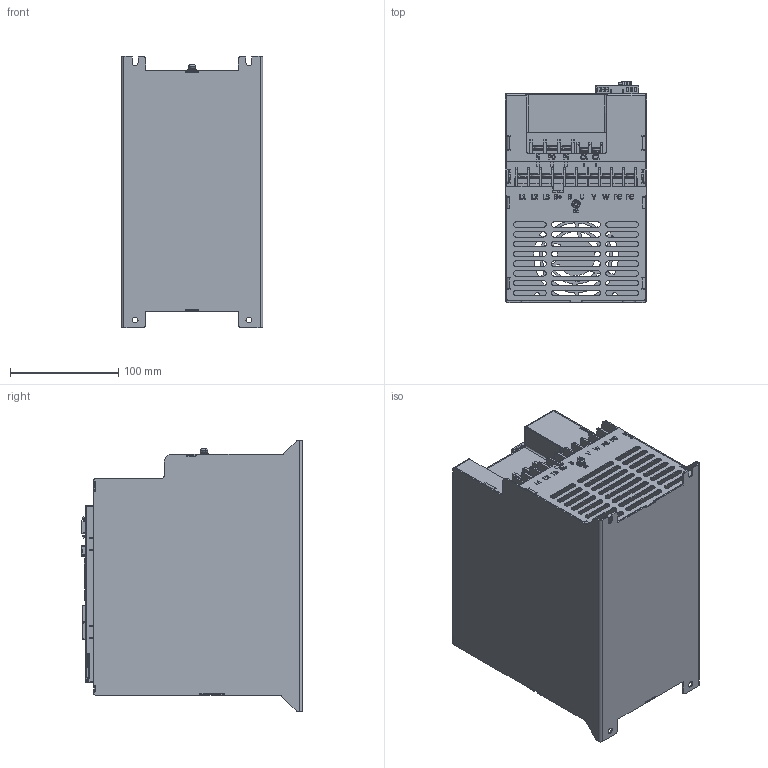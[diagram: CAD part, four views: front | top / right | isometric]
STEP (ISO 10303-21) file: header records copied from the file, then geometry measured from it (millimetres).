
FILE_DESCRIPTION (( 'STEP AP203' ), '1' );
FILE_NAME ('L7NHF_5kW_200V.STEP', '2017-04-05T08:50:42', ( 'Yoo HyunAh' ), ( '' ), 'SwSTEP 2.0', 'SolidWorks 2011', '' );
FILE_SCHEMA (( 'CONFIG_CONTROL_DESIGN' ));
Products named in the file (1): L7NHF_5kW_200V
Bounding box: 130.6 x 203.8 x 250 mm (x, y, z)
Volume: 286980.5 mm3; surface area: 442061.6 mm2
Topology: 49 solids, 49 shells, 8536 faces, 23589 edges, 15137 vertices
Faces by surface type: plane 5528, cylinder 1948, bspline 735, sphere 170, cone 104, torus 51
Entity records: 302354 total; most frequent: CARTESIAN_POINT 90049, ORIENTED_EDGE 46736, DIRECTION 40222, EDGE_CURVE 23368, LINE 17126, VECTOR 17126, VERTEX_POINT 15137, AXIS2_PLACEMENT_3D 11548
